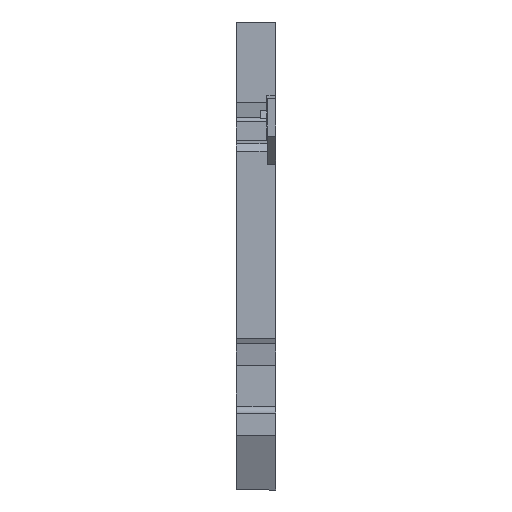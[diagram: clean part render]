
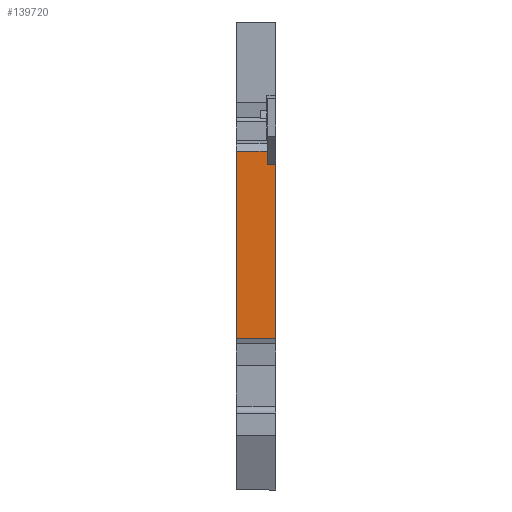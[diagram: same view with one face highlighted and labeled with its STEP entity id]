
A CAD part, front view. The second image highlights one B-rep face of the part: STEP entity #139720.
In plain terms, the highlighted face is planar.
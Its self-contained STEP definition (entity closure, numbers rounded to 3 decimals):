
#14100=CARTESIAN_POINT('',(206.08,38.801,
8.15));
#14110=VERTEX_POINT('',#14100);
#14140=CARTESIAN_POINT('',(206.08,7.452,
8.15));
#14150=DIRECTION('',(0.,-1.,0.));
#14160=VECTOR('',#14150,1.);
#14170=LINE('',#14140,#14160);
#14180=CARTESIAN_POINT('',(206.08,14.126,
8.15));
#14190=VERTEX_POINT('',#14180);
#14200=EDGE_CURVE('',#14110,#14190,#14170,.T.);
#15310=CARTESIAN_POINT('',(206.08,14.126,
3.));
#15320=VERTEX_POINT('',#15310);
#15350=CARTESIAN_POINT('',(206.08,7.452,
3.));
#15360=DIRECTION('',(0.,-1.,0.));
#15370=VECTOR('',#15360,1.);
#15380=LINE('',#15350,#15370);
#15390=CARTESIAN_POINT('',(206.08,37.093,
3.));
#15400=VERTEX_POINT('',#15390);
#15410=EDGE_CURVE('',#15400,#15320,#15380,.T.);
#138500=CARTESIAN_POINT('',(206.08,37.093,
1.85));
#138510=DIRECTION('',(0.,0.,1.));
#138520=VECTOR('',#138510,1.);
#138530=LINE('',#138500,#138520);
#138540=CARTESIAN_POINT('',(206.08,37.093,
4.1));
#138550=VERTEX_POINT('',#138540);
#138560=EDGE_CURVE('',#15400,#138550,#138530,.T.);
#139250=CARTESIAN_POINT('',(206.08,0.,
4.1));
#139260=DIRECTION('',(0.,-1.,0.));
#139270=VECTOR('',#139260,1.);
#139280=LINE('',#139250,#139270);
#139290=CARTESIAN_POINT('',(206.08,38.801,
4.1));
#139300=VERTEX_POINT('',#139290);
#139310=EDGE_CURVE('',#139300,#138550,#139280,.T.);
#139490=CARTESIAN_POINT('',(206.08,35.219,
6.125));
#139500=DIRECTION('',(-1.,0.,0.));
#139510=DIRECTION('',(0.,0.,1.));
#139520=AXIS2_PLACEMENT_3D('',#139490,#139500,#139510);
#139530=PLANE('',#139520);
#139540=CARTESIAN_POINT('',(206.08,14.126,
1.85));
#139550=DIRECTION('',(0.,0.,1.));
#139560=VECTOR('',#139550,1.);
#139570=LINE('',#139540,#139560);
#139580=EDGE_CURVE('',#15320,#14190,#139570,.T.);
#139590=ORIENTED_EDGE('',*,*,#139580,.F.);
#139600=ORIENTED_EDGE('',*,*,#14200,.T.);
#139610=CARTESIAN_POINT('',(206.08,38.801,
0.));
#139620=DIRECTION('',(0.,0.,-1.));
#139630=VECTOR('',#139620,1.);
#139640=LINE('',#139610,#139630);
#139650=EDGE_CURVE('',#14110,#139300,#139640,.T.);
#139660=ORIENTED_EDGE('',*,*,#139650,.F.);
#139670=ORIENTED_EDGE('',*,*,#139310,.F.);
#139680=ORIENTED_EDGE('',*,*,#138560,.T.);
#139690=ORIENTED_EDGE('',*,*,#15410,.F.);
#139700=EDGE_LOOP('',(#139690,#139680,#139670,#139660,#139600,#139590));
#139710=FACE_OUTER_BOUND('',#139700,.T.);
#139720=ADVANCED_FACE('',(#139710),#139530,.F.);
